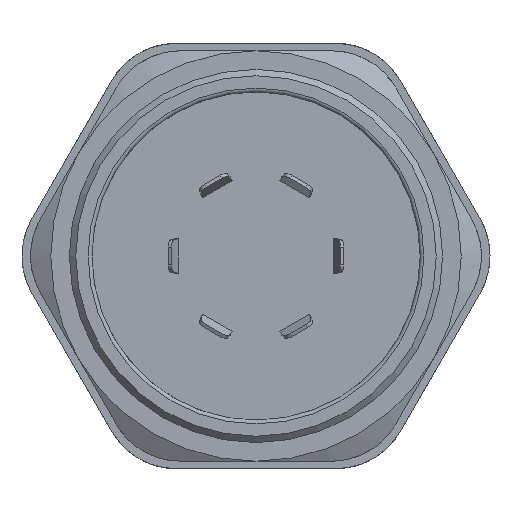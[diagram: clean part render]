
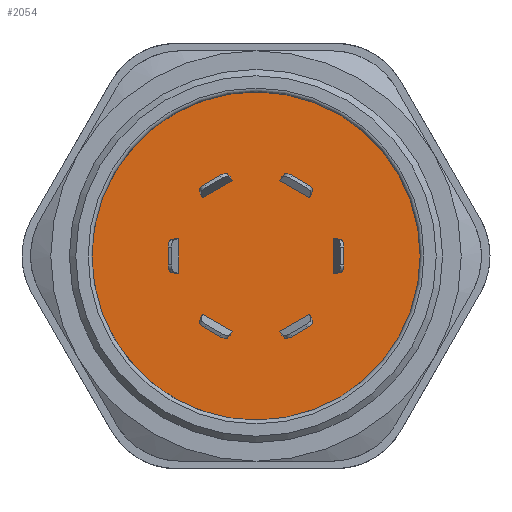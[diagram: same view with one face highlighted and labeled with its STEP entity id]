
A CAD part, front view. The second image highlights one B-rep face of the part: STEP entity #2054.
In plain terms, the highlighted planar face has unit normal (0, -1, 0).
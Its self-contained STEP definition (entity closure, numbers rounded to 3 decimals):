
#243=FACE_BOUND('',#436,.T.);
#244=FACE_BOUND('',#437,.T.);
#245=FACE_BOUND('',#438,.T.);
#246=FACE_BOUND('',#439,.T.);
#247=FACE_BOUND('',#440,.T.);
#248=FACE_BOUND('',#441,.T.);
#256=PLANE('',#2199);
#315=FACE_OUTER_BOUND('',#435,.T.);
#435=EDGE_LOOP('',(#1419,#1420,#1421));
#436=EDGE_LOOP('',(#1422,#1423,#1424,#1425));
#437=EDGE_LOOP('',(#1426,#1427,#1428,#1429));
#438=EDGE_LOOP('',(#1430,#1431,#1432,#1433));
#439=EDGE_LOOP('',(#1434,#1435,#1436,#1437));
#440=EDGE_LOOP('',(#1438,#1439,#1440,#1441));
#441=EDGE_LOOP('',(#1442,#1443,#1444,#1445));
#568=CIRCLE('',#2198,22.025);
#569=CIRCLE('',#2200,22.);
#570=CIRCLE('',#2201,22.);
#648=LINE('',#2947,#784);
#649=LINE('',#2949,#785);
#650=LINE('',#2951,#786);
#651=LINE('',#2952,#787);
#652=LINE('',#2955,#788);
#653=LINE('',#2957,#789);
#654=LINE('',#2959,#790);
#655=LINE('',#2960,#791);
#656=LINE('',#2963,#792);
#657=LINE('',#2965,#793);
#658=LINE('',#2967,#794);
#659=LINE('',#2968,#795);
#660=LINE('',#2971,#796);
#661=LINE('',#2973,#797);
#662=LINE('',#2975,#798);
#663=LINE('',#2976,#799);
#664=LINE('',#2979,#800);
#665=LINE('',#2981,#801);
#666=LINE('',#2983,#802);
#667=LINE('',#2984,#803);
#668=LINE('',#2987,#804);
#669=LINE('',#2989,#805);
#670=LINE('',#2991,#806);
#671=LINE('',#2992,#807);
#784=VECTOR('',#2411,10.);
#785=VECTOR('',#2412,10.);
#786=VECTOR('',#2413,10.);
#787=VECTOR('',#2414,10.);
#788=VECTOR('',#2415,10.);
#789=VECTOR('',#2416,10.);
#790=VECTOR('',#2417,10.);
#791=VECTOR('',#2418,10.);
#792=VECTOR('',#2419,10.);
#793=VECTOR('',#2420,10.);
#794=VECTOR('',#2421,10.);
#795=VECTOR('',#2422,10.);
#796=VECTOR('',#2423,10.);
#797=VECTOR('',#2424,10.);
#798=VECTOR('',#2425,10.);
#799=VECTOR('',#2426,10.);
#800=VECTOR('',#2427,10.);
#801=VECTOR('',#2428,10.);
#802=VECTOR('',#2429,10.);
#803=VECTOR('',#2430,10.);
#804=VECTOR('',#2431,10.);
#805=VECTOR('',#2432,10.);
#806=VECTOR('',#2433,10.);
#807=VECTOR('',#2434,10.);
#919=VERTEX_POINT('',#2934);
#921=VERTEX_POINT('',#2938);
#922=VERTEX_POINT('',#2942);
#923=VERTEX_POINT('',#2945);
#924=VERTEX_POINT('',#2946);
#925=VERTEX_POINT('',#2948);
#926=VERTEX_POINT('',#2950);
#927=VERTEX_POINT('',#2953);
#928=VERTEX_POINT('',#2954);
#929=VERTEX_POINT('',#2956);
#930=VERTEX_POINT('',#2958);
#931=VERTEX_POINT('',#2961);
#932=VERTEX_POINT('',#2962);
#933=VERTEX_POINT('',#2964);
#934=VERTEX_POINT('',#2966);
#935=VERTEX_POINT('',#2969);
#936=VERTEX_POINT('',#2970);
#937=VERTEX_POINT('',#2972);
#938=VERTEX_POINT('',#2974);
#939=VERTEX_POINT('',#2977);
#940=VERTEX_POINT('',#2978);
#941=VERTEX_POINT('',#2980);
#942=VERTEX_POINT('',#2982);
#943=VERTEX_POINT('',#2985);
#944=VERTEX_POINT('',#2986);
#945=VERTEX_POINT('',#2988);
#946=VERTEX_POINT('',#2990);
#1117=EDGE_CURVE('',#919,#921,#568,.T.);
#1118=EDGE_CURVE('',#919,#922,#569,.T.);
#1119=EDGE_CURVE('',#922,#921,#570,.T.);
#1120=EDGE_CURVE('',#923,#924,#648,.T.);
#1121=EDGE_CURVE('',#925,#923,#649,.T.);
#1122=EDGE_CURVE('',#926,#925,#650,.T.);
#1123=EDGE_CURVE('',#924,#926,#651,.T.);
#1124=EDGE_CURVE('',#927,#928,#652,.T.);
#1125=EDGE_CURVE('',#929,#927,#653,.T.);
#1126=EDGE_CURVE('',#930,#929,#654,.T.);
#1127=EDGE_CURVE('',#928,#930,#655,.T.);
#1128=EDGE_CURVE('',#931,#932,#656,.T.);
#1129=EDGE_CURVE('',#933,#931,#657,.T.);
#1130=EDGE_CURVE('',#934,#933,#658,.T.);
#1131=EDGE_CURVE('',#932,#934,#659,.T.);
#1132=EDGE_CURVE('',#935,#936,#660,.T.);
#1133=EDGE_CURVE('',#937,#935,#661,.T.);
#1134=EDGE_CURVE('',#938,#937,#662,.T.);
#1135=EDGE_CURVE('',#936,#938,#663,.T.);
#1136=EDGE_CURVE('',#939,#940,#664,.T.);
#1137=EDGE_CURVE('',#941,#939,#665,.T.);
#1138=EDGE_CURVE('',#942,#941,#666,.T.);
#1139=EDGE_CURVE('',#940,#942,#667,.T.);
#1140=EDGE_CURVE('',#943,#944,#668,.T.);
#1141=EDGE_CURVE('',#945,#943,#669,.T.);
#1142=EDGE_CURVE('',#946,#945,#670,.T.);
#1143=EDGE_CURVE('',#944,#946,#671,.T.);
#1419=ORIENTED_EDGE('',*,*,#1118,.F.);
#1420=ORIENTED_EDGE('',*,*,#1117,.T.);
#1421=ORIENTED_EDGE('',*,*,#1119,.F.);
#1422=ORIENTED_EDGE('',*,*,#1120,.F.);
#1423=ORIENTED_EDGE('',*,*,#1121,.F.);
#1424=ORIENTED_EDGE('',*,*,#1122,.F.);
#1425=ORIENTED_EDGE('',*,*,#1123,.F.);
#1426=ORIENTED_EDGE('',*,*,#1124,.F.);
#1427=ORIENTED_EDGE('',*,*,#1125,.F.);
#1428=ORIENTED_EDGE('',*,*,#1126,.F.);
#1429=ORIENTED_EDGE('',*,*,#1127,.F.);
#1430=ORIENTED_EDGE('',*,*,#1128,.F.);
#1431=ORIENTED_EDGE('',*,*,#1129,.F.);
#1432=ORIENTED_EDGE('',*,*,#1130,.F.);
#1433=ORIENTED_EDGE('',*,*,#1131,.F.);
#1434=ORIENTED_EDGE('',*,*,#1132,.F.);
#1435=ORIENTED_EDGE('',*,*,#1133,.F.);
#1436=ORIENTED_EDGE('',*,*,#1134,.F.);
#1437=ORIENTED_EDGE('',*,*,#1135,.F.);
#1438=ORIENTED_EDGE('',*,*,#1136,.F.);
#1439=ORIENTED_EDGE('',*,*,#1137,.F.);
#1440=ORIENTED_EDGE('',*,*,#1138,.F.);
#1441=ORIENTED_EDGE('',*,*,#1139,.F.);
#1442=ORIENTED_EDGE('',*,*,#1140,.F.);
#1443=ORIENTED_EDGE('',*,*,#1141,.F.);
#1444=ORIENTED_EDGE('',*,*,#1142,.F.);
#1445=ORIENTED_EDGE('',*,*,#1143,.F.);
#2054=ADVANCED_FACE('',(#315,#243,#244,#245,#246,#247,#248),#256,.F.);
#2198=AXIS2_PLACEMENT_3D('',#2940,#2403,#2404);
#2199=AXIS2_PLACEMENT_3D('',#2941,#2405,#2406);
#2200=AXIS2_PLACEMENT_3D('',#2943,#2407,#2408);
#2201=AXIS2_PLACEMENT_3D('',#2944,#2409,#2410);
#2403=DIRECTION('center_axis',(0.,-1.,0.));
#2404=DIRECTION('ref_axis',(-1.,0.,0.));
#2405=DIRECTION('center_axis',(0.,1.,0.));
#2406=DIRECTION('ref_axis',(0.,0.,1.));
#2407=DIRECTION('center_axis',(0.,1.,0.));
#2408=DIRECTION('ref_axis',(-1.,0.,0.));
#2409=DIRECTION('center_axis',(0.,1.,0.));
#2410=DIRECTION('ref_axis',(-1.,0.,0.));
#2411=DIRECTION('',(0.866,0.,-0.5));
#2412=DIRECTION('',(-0.538,0.,-0.843));
#2413=DIRECTION('',(-0.866,0.,0.5));
#2414=DIRECTION('',(0.461,0.,0.887));
#2415=DIRECTION('',(0.866,0.,0.5));
#2416=DIRECTION('',(0.461,0.,-0.887));
#2417=DIRECTION('',(-0.866,0.,-0.5));
#2418=DIRECTION('',(-0.538,0.,0.843));
#2419=DIRECTION('',(0.,0.,1.));
#2420=DIRECTION('',(0.999,0.,-0.044));
#2421=DIRECTION('',(0.,0.,-1.));
#2422=DIRECTION('',(-0.999,0.,-0.044));
#2423=DIRECTION('',(-0.866,0.,0.5));
#2424=DIRECTION('',(0.538,0.,0.843));
#2425=DIRECTION('',(0.866,0.,-0.5));
#2426=DIRECTION('',(-0.461,0.,-0.887));
#2427=DIRECTION('',(-0.866,0.,-0.5));
#2428=DIRECTION('',(-0.461,0.,0.887));
#2429=DIRECTION('',(0.866,0.,0.5));
#2430=DIRECTION('',(0.538,0.,-0.843));
#2431=DIRECTION('',(0.,0.,-1.));
#2432=DIRECTION('',(-0.999,0.,0.044));
#2433=DIRECTION('',(0.,0.,1.));
#2434=DIRECTION('',(0.999,0.,0.044));
#2934=CARTESIAN_POINT('',(-26.351,4.181,1.479));
#2938=CARTESIAN_POINT('',(-26.351,4.181,-1.479));
#2940=CARTESIAN_POINT('Origin',(-4.376,4.181,0.));
#2941=CARTESIAN_POINT('Origin',(-4.376,4.181,0.));
#2942=CARTESIAN_POINT('',(17.599,4.181,0.));
#2943=CARTESIAN_POINT('Origin',(-4.401,4.181,0.));
#2944=CARTESIAN_POINT('Origin',(-4.401,4.181,0.));
#2945=CARTESIAN_POINT('',(-1.247,4.181,10.123));
#2946=CARTESIAN_POINT('',(2.789,4.181,7.793));
#2947=CARTESIAN_POINT('',(-0.238,4.181,9.54));
#2948=CARTESIAN_POINT('',(-0.95,4.181,10.589));
#2949=CARTESIAN_POINT('',(-5.273,4.181,3.814));
#2950=CARTESIAN_POINT('',(3.044,4.181,8.283));
#2951=CARTESIAN_POINT('',(1.056,4.181,9.43));
#2952=CARTESIAN_POINT('',(0.572,4.181,3.526));
#2953=CARTESIAN_POINT('',(-11.591,4.181,7.793));
#2954=CARTESIAN_POINT('',(-7.555,4.181,10.123));
#2955=CARTESIAN_POINT('',(-10.582,4.181,8.375));
#2956=CARTESIAN_POINT('',(-11.845,4.181,8.283));
#2957=CARTESIAN_POINT('',(-8.134,4.181,1.141));
#2958=CARTESIAN_POINT('',(-7.852,4.181,10.589));
#2959=CARTESIAN_POINT('',(-9.839,4.181,9.441));
#2960=CARTESIAN_POINT('',(-4.961,4.181,6.059));
#2961=CARTESIAN_POINT('',(-14.745,4.181,-2.33));
#2962=CARTESIAN_POINT('',(-14.745,4.181,2.33));
#2963=CARTESIAN_POINT('',(-14.745,4.181,-1.165));
#2964=CARTESIAN_POINT('',(-15.296,4.181,-2.306));
#2965=CARTESIAN_POINT('',(-7.249,4.181,-2.663));
#2966=CARTESIAN_POINT('',(-15.296,4.181,2.306));
#2967=CARTESIAN_POINT('',(-15.296,4.181,0.));
#2968=CARTESIAN_POINT('',(-9.923,4.181,2.544));
#2969=CARTESIAN_POINT('',(-7.555,4.181,-10.123));
#2970=CARTESIAN_POINT('',(-11.591,4.181,-7.793));
#2971=CARTESIAN_POINT('',(-8.564,4.181,-9.54));
#2972=CARTESIAN_POINT('',(-7.852,4.181,-10.589));
#2973=CARTESIAN_POINT('',(-3.522,4.181,-3.803));
#2974=CARTESIAN_POINT('',(-11.845,4.181,-8.283));
#2975=CARTESIAN_POINT('',(-9.839,4.181,-9.441));
#2976=CARTESIAN_POINT('',(-9.368,4.181,-3.516));
#2977=CARTESIAN_POINT('',(2.789,4.181,-7.793));
#2978=CARTESIAN_POINT('',(-1.247,4.181,-10.123));
#2979=CARTESIAN_POINT('',(1.78,4.181,-8.375));
#2980=CARTESIAN_POINT('',(3.044,4.181,-8.283));
#2981=CARTESIAN_POINT('',(-0.662,4.181,-1.151));
#2982=CARTESIAN_POINT('',(-0.95,4.181,-10.589));
#2983=CARTESIAN_POINT('',(1.056,4.181,-9.43));
#2984=CARTESIAN_POINT('',(-3.833,4.181,-6.07));
#2985=CARTESIAN_POINT('',(5.943,4.181,2.33));
#2986=CARTESIAN_POINT('',(5.943,4.181,-2.33));
#2987=CARTESIAN_POINT('',(5.943,4.181,1.165));
#2988=CARTESIAN_POINT('',(6.494,4.181,2.306));
#2989=CARTESIAN_POINT('',(-1.528,4.181,2.662));
#2990=CARTESIAN_POINT('',(6.494,4.181,-2.306));
#2991=CARTESIAN_POINT('',(6.494,4.181,0.));
#2992=CARTESIAN_POINT('',(1.145,4.181,-2.543));
